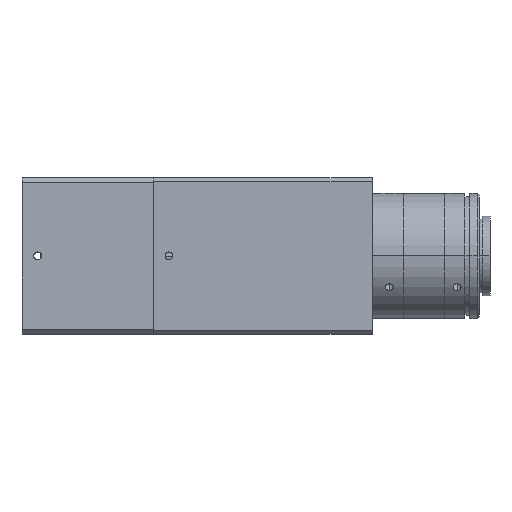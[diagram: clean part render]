
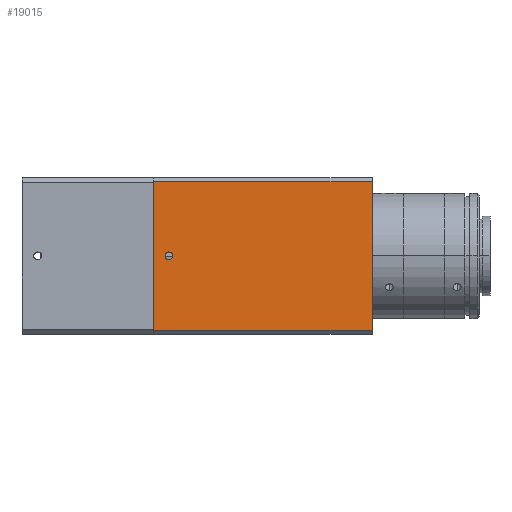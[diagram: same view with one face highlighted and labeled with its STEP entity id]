
A CAD part, top view. The second image highlights one B-rep face of the part: STEP entity #19015.
In plain terms, the highlighted planar face has unit normal (0, 0, 1).
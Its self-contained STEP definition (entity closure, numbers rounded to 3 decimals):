
#271 = LINE ( 'NONE', #11404, #16157 ) ;
#635 = EDGE_CURVE ( 'NONE', #18890, #14596, #16211, .T. ) ;
#643 = CARTESIAN_POINT ( 'NONE',  ( -71., 25., 25. ) ) ;
#652 = EDGE_LOOP ( 'NONE', ( #5728, #3834, #11553, #6675 ) ) ;
#1498 = LINE ( 'NONE', #1557, #8575 ) ;
#1557 = CARTESIAN_POINT ( 'NONE',  ( -1., 25., 25. ) ) ;
#1864 = CARTESIAN_POINT ( 'NONE',  ( -71., 23.775, 25. ) ) ;
#2521 = AXIS2_PLACEMENT_3D ( 'NONE', #3427, #13897, #4957 ) ;
#2723 = EDGE_CURVE ( 'NONE', #14596, #16268, #271, .T. ) ;
#2977 = LINE ( 'NONE', #5633, #10499 ) ;
#3427 = CARTESIAN_POINT ( 'NONE',  ( -66., 0., 25. ) ) ;
#3624 = DIRECTION ( 'NONE',  ( 0., 0., 1. ) ) ;
#3766 = VERTEX_POINT ( 'NONE', #12642 ) ;
#3834 = ORIENTED_EDGE ( 'NONE', *, *, #635, .T. ) ;
#3901 = CARTESIAN_POINT ( 'NONE',  ( -1., -23.775, 25. ) ) ;
#4163 = DIRECTION ( 'NONE',  ( -1., 0., 0. ) ) ;
#4280 = VECTOR ( 'NONE', #18435, 1000. ) ;
#4462 = EDGE_CURVE ( 'NONE', #16271, #18890, #2977, .T. ) ;
#4780 = CARTESIAN_POINT ( 'NONE',  ( -66., 0., 25. ) ) ;
#4957 = DIRECTION ( 'NONE',  ( 0., -1., 0. ) ) ;
#5633 = CARTESIAN_POINT ( 'NONE',  ( -203.674, 23.775, 25. ) ) ;
#5728 = ORIENTED_EDGE ( 'NONE', *, *, #4462, .T. ) ;
#6290 = DIRECTION ( 'NONE',  ( 0., -1., 0. ) ) ;
#6470 = FACE_OUTER_BOUND ( 'NONE', #652, .T. ) ;
#6675 = ORIENTED_EDGE ( 'NONE', *, *, #13908, .F. ) ;
#6884 = DIRECTION ( 'NONE',  ( 1., 0., 0. ) ) ;
#8193 = CIRCLE ( 'NONE', #10023, 1.25 ) ;
#8575 = VECTOR ( 'NONE', #10554, 1000. ) ;
#9532 = ORIENTED_EDGE ( 'NONE', *, *, #14490, .F. ) ;
#9947 = VERTEX_POINT ( 'NONE', #18482 ) ;
#10023 = AXIS2_PLACEMENT_3D ( 'NONE', #4780, #15223, #6290 ) ;
#10499 = VECTOR ( 'NONE', #4163, 1000. ) ;
#10554 = DIRECTION ( 'NONE',  ( 0., -1., 0. ) ) ;
#11404 = CARTESIAN_POINT ( 'NONE',  ( -203.674, -23.775, 25. ) ) ;
#11553 = ORIENTED_EDGE ( 'NONE', *, *, #2723, .T. ) ;
#12458 = CARTESIAN_POINT ( 'NONE',  ( -71., 25., 25. ) ) ;
#12594 = CARTESIAN_POINT ( 'NONE',  ( -71., -23.775, 25. ) ) ;
#12642 = CARTESIAN_POINT ( 'NONE',  ( -66., -1.25, 25. ) ) ;
#13897 = DIRECTION ( 'NONE',  ( 0., 0., 1. ) ) ;
#13908 = EDGE_CURVE ( 'NONE', #16271, #16268, #1498, .T. ) ;
#14086 = DIRECTION ( 'NONE',  ( -1., 0., 0. ) ) ;
#14365 = CARTESIAN_POINT ( 'NONE',  ( -1., 23.775, 25. ) ) ;
#14490 = EDGE_CURVE ( 'NONE', #3766, #9947, #15535, .T. ) ;
#14596 = VERTEX_POINT ( 'NONE', #12594 ) ;
#15223 = DIRECTION ( 'NONE',  ( 0., 0., 1. ) ) ;
#15287 = ORIENTED_EDGE ( 'NONE', *, *, #18389, .F. ) ;
#15535 = CIRCLE ( 'NONE', #2521, 1.25 ) ;
#15697 = EDGE_LOOP ( 'NONE', ( #9532, #15287 ) ) ;
#16157 = VECTOR ( 'NONE', #6884, 1000. ) ;
#16211 = LINE ( 'NONE', #12458, #4280 ) ;
#16268 = VERTEX_POINT ( 'NONE', #3901 ) ;
#16271 = VERTEX_POINT ( 'NONE', #14365 ) ;
#17242 = AXIS2_PLACEMENT_3D ( 'NONE', #643, #3624, #14086 ) ;
#17900 = FACE_BOUND ( 'NONE', #15697, .T. ) ;
#18389 = EDGE_CURVE ( 'NONE', #9947, #3766, #8193, .T. ) ;
#18435 = DIRECTION ( 'NONE',  ( 0., -1., 0. ) ) ;
#18482 = CARTESIAN_POINT ( 'NONE',  ( -66., 1.25, 25. ) ) ;
#18531 = PLANE ( 'NONE',  #17242 ) ;
#18890 = VERTEX_POINT ( 'NONE', #1864 ) ;
#19015 = ADVANCED_FACE ( 'NONE', ( #17900, #6470 ), #18531, .T. ) ;
